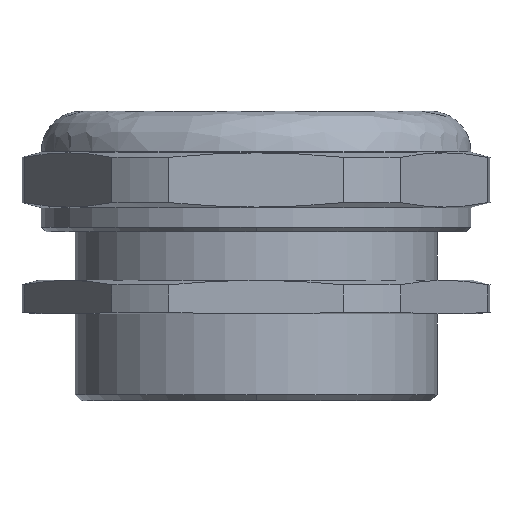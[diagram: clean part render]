
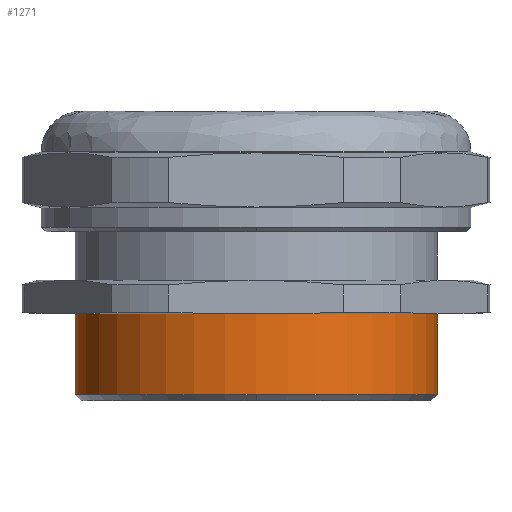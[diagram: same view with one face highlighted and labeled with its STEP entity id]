
A CAD part, left-side view. The second image highlights one B-rep face of the part: STEP entity #1271.
In plain terms, the highlighted cylindrical face has radius 37.5 mm (diameter 75 mm), a partial arc.
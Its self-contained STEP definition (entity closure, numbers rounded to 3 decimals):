
#5 = CIRCLE ( 'NONE', #474, 37.5 ) ;
#69 = EDGE_LOOP ( 'NONE', ( #1262, #1690, #1086, #1842, #434 ) ) ;
#126 = CARTESIAN_POINT ( 'NONE',  ( 0., 37.5, 1.3 ) ) ;
#169 = AXIS2_PLACEMENT_3D ( 'NONE', #1544, #1962, #1797 ) ;
#214 = DIRECTION ( 'NONE',  ( 0., 0., -1. ) ) ;
#240 = CARTESIAN_POINT ( 'NONE',  ( 0., -37.5, 1.3 ) ) ;
#243 = LINE ( 'NONE', #1627, #472 ) ;
#275 = CYLINDRICAL_SURFACE ( 'NONE', #1445, 37.5 ) ;
#283 = CARTESIAN_POINT ( 'NONE',  ( 0., 0., 1.3 ) ) ;
#434 = ORIENTED_EDGE ( 'NONE', *, *, #1132, .F. ) ;
#439 = DIRECTION ( 'NONE',  ( 0., 0., -1. ) ) ;
#440 = AXIS2_PLACEMENT_3D ( 'NONE', #283, #768, #1565 ) ;
#455 = EDGE_CURVE ( 'NONE', #904, #693, #243, .T. ) ;
#472 = VECTOR ( 'NONE', #774, 1000. ) ;
#474 = AXIS2_PLACEMENT_3D ( 'NONE', #1403, #439, #923 ) ;
#508 = DIRECTION ( 'NONE',  ( 0., 1., 0. ) ) ;
#693 = VERTEX_POINT ( 'NONE', #240 ) ;
#768 = DIRECTION ( 'NONE',  ( 0., 0., -1. ) ) ;
#774 = DIRECTION ( 'NONE',  ( 0., 0., -1. ) ) ;
#904 = VERTEX_POINT ( 'NONE', #1517 ) ;
#923 = DIRECTION ( 'NONE',  ( 0., 1., 0. ) ) ;
#968 = EDGE_CURVE ( 'NONE', #997, #1363, #1197, .T. ) ;
#997 = VERTEX_POINT ( 'NONE', #1474 ) ;
#1033 = CARTESIAN_POINT ( 'NONE',  ( 0., 37.5, 18. ) ) ;
#1086 = ORIENTED_EDGE ( 'NONE', *, *, #1297, .T. ) ;
#1132 = EDGE_CURVE ( 'NONE', #693, #997, #1511, .T. ) ;
#1151 = VECTOR ( 'NONE', #1726, 1000. ) ;
#1172 = CARTESIAN_POINT ( 'NONE',  ( 0., 37.5, 0. ) ) ;
#1197 = CIRCLE ( 'NONE', #440, 37.5 ) ;
#1262 = ORIENTED_EDGE ( 'NONE', *, *, #455, .F. ) ;
#1271 = ADVANCED_FACE ( 'NONE', ( #1678 ), #275, .T. ) ;
#1297 = EDGE_CURVE ( 'NONE', #1588, #1363, #1988, .T. ) ;
#1363 = VERTEX_POINT ( 'NONE', #126 ) ;
#1403 = CARTESIAN_POINT ( 'NONE',  ( 0., 0., 18. ) ) ;
#1445 = AXIS2_PLACEMENT_3D ( 'NONE', #1633, #214, #508 ) ;
#1474 = CARTESIAN_POINT ( 'NONE',  ( -37.5, 0., 1.3 ) ) ;
#1511 = CIRCLE ( 'NONE', #169, 37.5 ) ;
#1517 = CARTESIAN_POINT ( 'NONE',  ( 0., -37.5, 18. ) ) ;
#1544 = CARTESIAN_POINT ( 'NONE',  ( 0., 0., 1.3 ) ) ;
#1565 = DIRECTION ( 'NONE',  ( 0., -1., 0. ) ) ;
#1588 = VERTEX_POINT ( 'NONE', #1033 ) ;
#1594 = EDGE_CURVE ( 'NONE', #904, #1588, #5, .T. ) ;
#1627 = CARTESIAN_POINT ( 'NONE',  ( 0., -37.5, 0. ) ) ;
#1633 = CARTESIAN_POINT ( 'NONE',  ( 0., 0., 0. ) ) ;
#1678 = FACE_OUTER_BOUND ( 'NONE', #69, .T. ) ;
#1690 = ORIENTED_EDGE ( 'NONE', *, *, #1594, .T. ) ;
#1726 = DIRECTION ( 'NONE',  ( 0., 0., -1. ) ) ;
#1797 = DIRECTION ( 'NONE',  ( 0., -1., 0. ) ) ;
#1842 = ORIENTED_EDGE ( 'NONE', *, *, #968, .F. ) ;
#1962 = DIRECTION ( 'NONE',  ( 0., 0., -1. ) ) ;
#1988 = LINE ( 'NONE', #1172, #1151 ) ;
